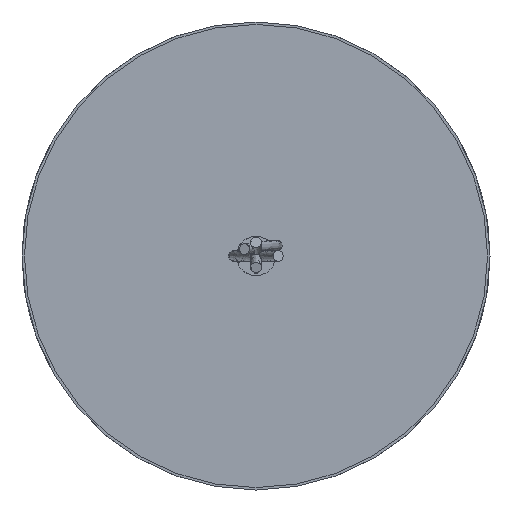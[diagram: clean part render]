
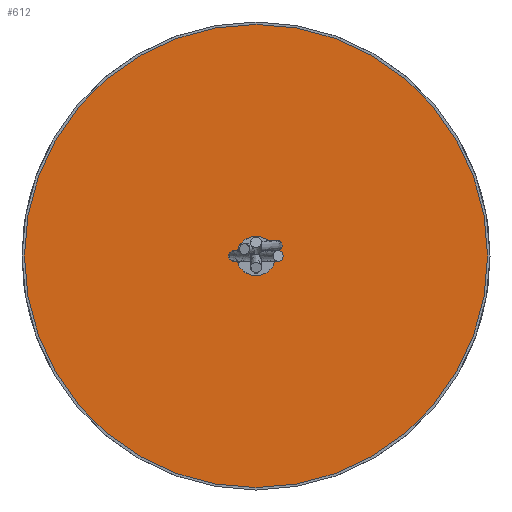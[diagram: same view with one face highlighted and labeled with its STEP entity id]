
A CAD part, front view. The second image highlights one B-rep face of the part: STEP entity #612.
In plain terms, the highlighted planar face has unit normal (0, -1, 0).
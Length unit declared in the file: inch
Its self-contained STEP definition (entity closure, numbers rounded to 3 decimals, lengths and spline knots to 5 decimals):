
#348=CARTESIAN_POINT('',(0.41917,-0.741,0.));
#349=VERTEX_POINT('',#348);
#358=CARTESIAN_POINT('',(-0.53583,-0.741,0.));
#359=VERTEX_POINT('',#358);
#360=CARTESIAN_POINT('',(-0.05833,-0.741,0.));
#361=DIRECTION('',(0.0,1.0,0.0));
#362=DIRECTION('',(1.0,0.0,0.0));
#363=AXIS2_PLACEMENT_3D('',#360,#361,#362);
#364=CIRCLE('',#363,0.4775);
#365=EDGE_CURVE('',#349,#359,#364,.T.);
#392=CARTESIAN_POINT('',(-0.01783,-0.741,0.));
#393=VERTEX_POINT('',#392);
#420=CARTESIAN_POINT('',(-0.09883,-0.741,0.));
#421=VERTEX_POINT('',#420);
#428=CARTESIAN_POINT('',(-0.05833,-0.741,0.));
#429=DIRECTION('',(0.0,1.0,0.0));
#430=DIRECTION('',(1.0,0.0,0.0));
#431=AXIS2_PLACEMENT_3D('',#428,#429,#430);
#432=CIRCLE('',#431,0.0405);
#433=EDGE_CURVE('',#393,#421,#432,.T.);
#542=CARTESIAN_POINT('',(-0.05833,-0.741,0.));
#543=DIRECTION('',(0.0,1.0,0.0));
#544=DIRECTION('',(1.0,0.0,0.0));
#545=AXIS2_PLACEMENT_3D('',#542,#543,#544);
#546=CIRCLE('',#545,0.0405);
#547=EDGE_CURVE('',#421,#393,#546,.T.);
#589=CARTESIAN_POINT('',(-0.05833,-0.741,0.));
#590=DIRECTION('',(0.0,1.0,0.0));
#591=DIRECTION('',(1.0,0.0,0.0));
#592=AXIS2_PLACEMENT_3D('',#589,#590,#591);
#593=CIRCLE('',#592,0.4775);
#594=EDGE_CURVE('',#359,#349,#593,.T.);
#599=CARTESIAN_POINT('',(-0.05833,-0.741,0.));
#600=DIRECTION('',(0.0,-1.0,0.0));
#601=DIRECTION('',(1.0,0.0,0.0));
#602=AXIS2_PLACEMENT_3D('',#599,#600,#601);
#603=PLANE('',#602);
#604=ORIENTED_EDGE('',*,*,#365,.F.);
#605=ORIENTED_EDGE('',*,*,#594,.F.);
#606=EDGE_LOOP('',(#604,#605));
#607=FACE_OUTER_BOUND('',#606,.T.);
#608=ORIENTED_EDGE('',*,*,#547,.T.);
#609=ORIENTED_EDGE('',*,*,#433,.T.);
#610=EDGE_LOOP('',(#608,#609));
#611=FACE_BOUND('',#610,.T.);
#612=ADVANCED_FACE('',(#607,#611),#603,.T.);
